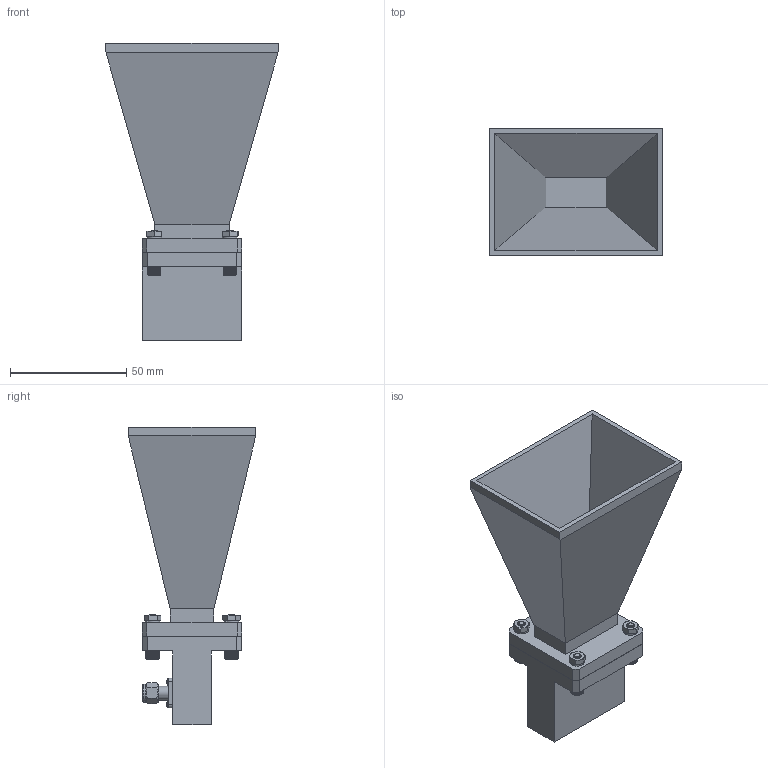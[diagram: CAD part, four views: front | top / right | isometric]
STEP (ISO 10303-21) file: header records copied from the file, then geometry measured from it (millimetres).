
FILE_DESCRIPTION (( 'STEP AP214' ), '1' );
FILE_NAME ('FMWAN102-15SM_3D.STEP', '2022-02-03T15:09:13', ( '' ), ( '' ), 'SwSTEP 2.0', 'SolidWorks 2021', '' );
FILE_SCHEMA (( 'AUTOMOTIVE_DESIGN' ));
Length unit declared in the file: inch
Products named in the file (8): 6-32HN-NARROW_90730A007; PEWAN102-15; FMWAN102-15SM_3D; 6-32SH-HXx.625_92196A150; Copy of PE9809_SMA Male^PE9811; PE9811; Copy of PE9811_Body^PE9811; 6-LW
Assembly tree (16 placements, depth 3):
  FMWAN102-15SM_3D
    6-32HN-NARROW_90730A007  x4
    6-32SH-HXx.625_92196A150  x4
    6-LW  x4
    PE9811
      Copy of PE9811_Body^PE9811
      Copy of PE9809_SMA Male^PE9811
    PEWAN102-15
Bounding box: 74.45 x 54.7 x 128.1 mm (x, y, z)
Volume: 79686.8 mm3; surface area: 48137.8 mm2
Topology: 19 solids, 19 shells, 1712 faces, 4335 edges, 2679 vertices
Faces by surface type: plane 730, cylinder 546, cone 375, bspline 41, torus 16, sphere 4
Entity records: 37180 total; most frequent: CARTESIAN_POINT 16877, ORIENTED_EDGE 3724, DIRECTION 2739, EDGE_CURVE 1862, VERTEX_POINT 1186, AXIS2_PLACEMENT_3D 1002, EDGE_LOOP 758, VECTOR 735
